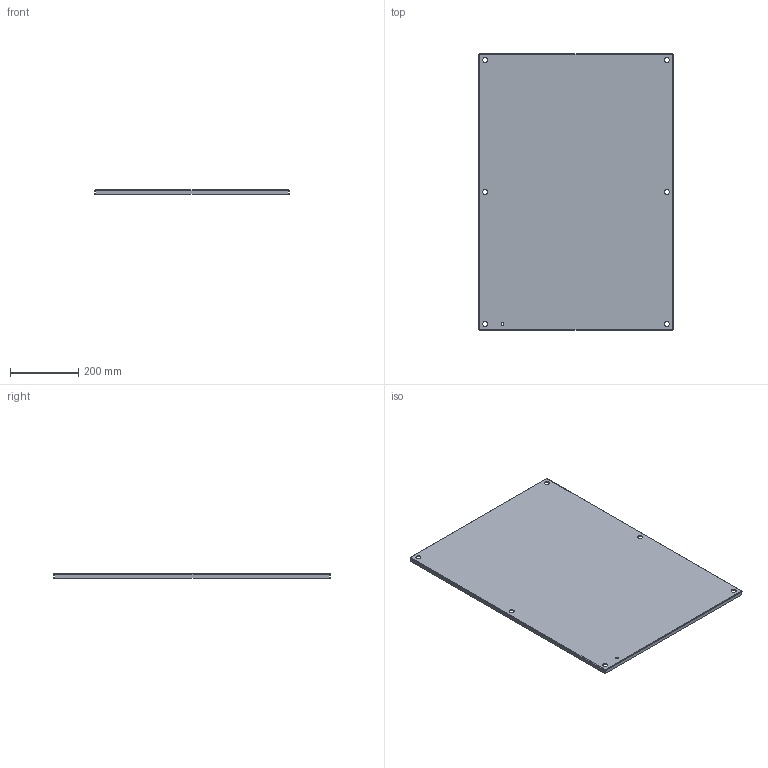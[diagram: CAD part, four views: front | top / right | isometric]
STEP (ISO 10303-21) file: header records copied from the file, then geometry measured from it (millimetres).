
FILE_DESCRIPTION(/* description */ ('PANEL,NEMA 1,32"X22 1/2",PERFORATED'),/* implementation_level */ '2;1');
FILE_NAME(/* name */ 'N1P2436PP.stp',/* time_stamp */ '2014-10-15T08:21:26+06:00',/* author */ ('abalasubranian'),/* organization */ (''),/* preprocessor_version */ 'ST-DEVELOPER v15.2',/* originating_system */ 'Autodesk Inventor 2014',/* authorisation */ '');
FILE_SCHEMA (('AUTOMOTIVE_DESIGN { 1 0 10303 214 3 1 1 }'));
Length unit declared in the file: inch
Products named in the file (1): N1P_PP-LARGE
Bounding box: 571.5 x 812.8 x 12.7 mm (x, y, z)
Volume: 923076.9 mm3; surface area: 988115.1 mm2
Topology: 1 solids, 1 shells, 45 faces, 97 edges, 54 vertices
Faces by surface type: plane 22, cylinder 15, bspline 8
Full cylindrical faces by diameter (mm): 7.925 x1, 14.3 x6
Entity records: 1377 total; most frequent: CARTESIAN_POINT 438, ORIENTED_EDGE 180, DIRECTION 164, EDGE_CURVE 90, EDGE_LOOP 66, LINE 60, VECTOR 60, VERTEX_POINT 54
